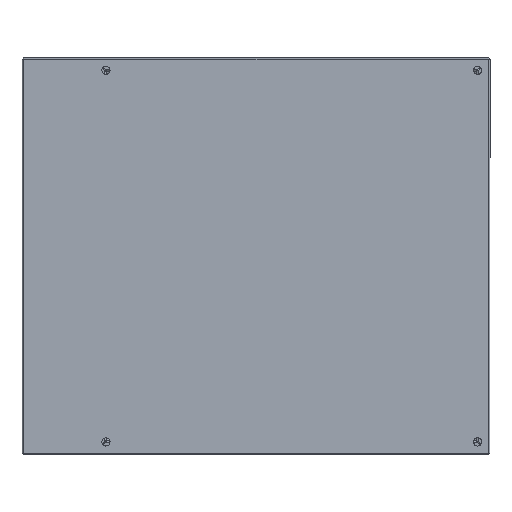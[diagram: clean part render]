
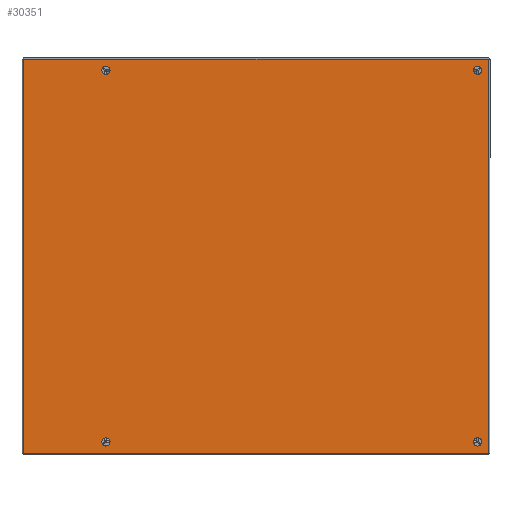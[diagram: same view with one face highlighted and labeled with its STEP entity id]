
A CAD part, left-side view. The second image highlights one B-rep face of the part: STEP entity #30351.
In plain terms, the highlighted face is planar.
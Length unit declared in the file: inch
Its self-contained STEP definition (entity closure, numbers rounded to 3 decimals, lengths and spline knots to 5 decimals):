
#331 = DIRECTION ( 'NONE',  ( -1., 0., 0. ) ) ;
#1346 = VERTEX_POINT ( 'NONE', #25676 ) ;
#2399 = ORIENTED_EDGE ( 'NONE', *, *, #11139, .T. ) ;
#3087 = AXIS2_PLACEMENT_3D ( 'NONE', #5235, #32268, #43519 ) ;
#3269 = CARTESIAN_POINT ( 'NONE',  ( 11.5, 0., 11.221 ) ) ;
#3556 = PLANE ( 'NONE',  #42634 ) ;
#4518 = FACE_BOUND ( 'NONE', #41812, .T. ) ;
#4553 = EDGE_CURVE ( 'NONE', #8313, #49879, #12738, .T. ) ;
#5235 = CARTESIAN_POINT ( 'NONE',  ( 11.25, 0., -11.279 ) ) ;
#6162 = EDGE_CURVE ( 'NONE', #18784, #8396, #16589, .T. ) ;
#6702 = VECTOR ( 'NONE', #20711, 39.37008 ) ;
#7239 = CARTESIAN_POINT ( 'NONE',  ( -11.25, 0., 11.221 ) ) ;
#7632 = CIRCLE ( 'NONE', #16898, 0.25 ) ;
#8126 = ORIENTED_EDGE ( 'NONE', *, *, #20951, .T. ) ;
#8313 = VERTEX_POINT ( 'NONE', #3269 ) ;
#8396 = VERTEX_POINT ( 'NONE', #49314 ) ;
#9626 = ORIENTED_EDGE ( 'NONE', *, *, #16946, .T. ) ;
#10934 = EDGE_CURVE ( 'NONE', #36602, #8396, #33931, .T. ) ;
#11139 = EDGE_CURVE ( 'NONE', #49879, #8313, #42369, .T. ) ;
#11229 = EDGE_LOOP ( 'NONE', ( #47680, #16402 ) ) ;
#12723 = VECTOR ( 'NONE', #14056, 39.37008 ) ;
#12738 = CIRCLE ( 'NONE', #42269, 0.25 ) ;
#13910 = CARTESIAN_POINT ( 'NONE',  ( 11.928, 0., -11.957 ) ) ;
#13935 = AXIS2_PLACEMENT_3D ( 'NONE', #24217, #47016, #24063 ) ;
#14056 = DIRECTION ( 'NONE',  ( -1., 0., 0. ) ) ;
#14390 = AXIS2_PLACEMENT_3D ( 'NONE', #17044, #44543, #36626 ) ;
#14543 = ORIENTED_EDGE ( 'NONE', *, *, #10934, .F. ) ;
#14839 = CIRCLE ( 'NONE', #37468, 0.25 ) ;
#15016 = AXIS2_PLACEMENT_3D ( 'NONE', #22860, #42019, #38512 ) ;
#15127 = ORIENTED_EDGE ( 'NONE', *, *, #6162, .T. ) ;
#15872 = DIRECTION ( 'NONE',  ( 0., -1., 0. ) ) ;
#15993 = DIRECTION ( 'NONE',  ( -1., 0., 0. ) ) ;
#16402 = ORIENTED_EDGE ( 'NONE', *, *, #25876, .T. ) ;
#16477 = CIRCLE ( 'NONE', #14390, 0.25 ) ;
#16589 = LINE ( 'NONE', #45603, #20830 ) ;
#16898 = AXIS2_PLACEMENT_3D ( 'NONE', #7239, #49664, #45278 ) ;
#16946 = EDGE_CURVE ( 'NONE', #1346, #36486, #33298, .T. ) ;
#17044 = CARTESIAN_POINT ( 'NONE',  ( -11.25, 0., -11.279 ) ) ;
#17759 = EDGE_LOOP ( 'NONE', ( #20175, #9626 ) ) ;
#18255 = ORIENTED_EDGE ( 'NONE', *, *, #40551, .F. ) ;
#18372 = VERTEX_POINT ( 'NONE', #43202 ) ;
#18613 = CARTESIAN_POINT ( 'NONE',  ( -11., 0., 11.221 ) ) ;
#18630 = CARTESIAN_POINT ( 'NONE',  ( -11.5, 0., -11.279 ) ) ;
#18784 = VERTEX_POINT ( 'NONE', #35346 ) ;
#18840 = CIRCLE ( 'NONE', #3087, 0.25 ) ;
#19136 = DIRECTION ( 'NONE',  ( 0., 0., 1. ) ) ;
#19602 = DIRECTION ( 'NONE',  ( 0., 0., 1. ) ) ;
#19744 = CIRCLE ( 'NONE', #42610, 0.25 ) ;
#20175 = ORIENTED_EDGE ( 'NONE', *, *, #36084, .T. ) ;
#20377 = CARTESIAN_POINT ( 'NONE',  ( 11.928, 0., -11.921 ) ) ;
#20428 = CARTESIAN_POINT ( 'NONE',  ( 11.25, 0., 11.221 ) ) ;
#20711 = DIRECTION ( 'NONE',  ( 1., 0., 0. ) ) ;
#20830 = VECTOR ( 'NONE', #19136, 39.37008 ) ;
#20869 = ORIENTED_EDGE ( 'NONE', *, *, #4553, .T. ) ;
#20951 = EDGE_CURVE ( 'NONE', #28391, #31341, #19744, .T. ) ;
#21676 = CARTESIAN_POINT ( 'NONE',  ( 11.928, 0., 16.19059 ) ) ;
#21686 = LINE ( 'NONE', #13910, #40486 ) ;
#22860 = CARTESIAN_POINT ( 'NONE',  ( 11.25, 0., 11.221 ) ) ;
#24063 = DIRECTION ( 'NONE',  ( 0., 0., -1. ) ) ;
#24217 = CARTESIAN_POINT ( 'NONE',  ( 11.25, 0., -11.279 ) ) ;
#24596 = EDGE_CURVE ( 'NONE', #36602, #49854, #21686, .T. ) ;
#24766 = VERTEX_POINT ( 'NONE', #18630 ) ;
#24785 = EDGE_CURVE ( 'NONE', #31341, #28391, #7632, .T. ) ;
#25586 = EDGE_LOOP ( 'NONE', ( #18255, #15127, #14543, #41274 ) ) ;
#25676 = CARTESIAN_POINT ( 'NONE',  ( 11.25, 0., -11.029 ) ) ;
#25839 = CARTESIAN_POINT ( 'NONE',  ( -11.25, 0., 11.221 ) ) ;
#25876 = EDGE_CURVE ( 'NONE', #18372, #24766, #16477, .T. ) ;
#26011 = DIRECTION ( 'NONE',  ( 0., -1., 0. ) ) ;
#28391 = VERTEX_POINT ( 'NONE', #32648 ) ;
#29248 = FACE_OUTER_BOUND ( 'NONE', #25586, .T. ) ;
#30321 = LINE ( 'NONE', #20377, #6702 ) ;
#30351 = ADVANCED_FACE ( 'NONE', ( #4518, #43290, #29248, #36658, #44494 ), #3556, .F. ) ;
#31341 = VERTEX_POINT ( 'NONE', #18613 ) ;
#31382 = CARTESIAN_POINT ( 'NONE',  ( 11.25, 0., -11.529 ) ) ;
#32268 = DIRECTION ( 'NONE',  ( 0., -1., 0. ) ) ;
#32648 = CARTESIAN_POINT ( 'NONE',  ( -11.5, 0., 11.221 ) ) ;
#33154 = DIRECTION ( 'NONE',  ( -1., 0., 0. ) ) ;
#33298 = CIRCLE ( 'NONE', #13935, 0.25 ) ;
#33931 = LINE ( 'NONE', #21676, #12723 ) ;
#34748 = EDGE_LOOP ( 'NONE', ( #2399, #20869 ) ) ;
#35018 = EDGE_CURVE ( 'NONE', #24766, #18372, #14839, .T. ) ;
#35054 = DIRECTION ( 'NONE',  ( 0., -1., 0. ) ) ;
#35346 = CARTESIAN_POINT ( 'NONE',  ( -11.928, 0., -11.921 ) ) ;
#36084 = EDGE_CURVE ( 'NONE', #36486, #1346, #18840, .T. ) ;
#36486 = VERTEX_POINT ( 'NONE', #31382 ) ;
#36574 = CARTESIAN_POINT ( 'NONE',  ( 11., 0., 11.221 ) ) ;
#36602 = VERTEX_POINT ( 'NONE', #44482 ) ;
#36626 = DIRECTION ( 'NONE',  ( -1., 0., 0. ) ) ;
#36658 = FACE_BOUND ( 'NONE', #17759, .T. ) ;
#37468 = AXIS2_PLACEMENT_3D ( 'NONE', #39254, #47388, #15993 ) ;
#38512 = DIRECTION ( 'NONE',  ( -1., 0., 0. ) ) ;
#39254 = CARTESIAN_POINT ( 'NONE',  ( -11.25, 0., -11.279 ) ) ;
#39480 = ORIENTED_EDGE ( 'NONE', *, *, #24785, .T. ) ;
#40102 = CARTESIAN_POINT ( 'NONE',  ( 11.928, 0., -11.921 ) ) ;
#40486 = VECTOR ( 'NONE', #44611, 39.37008 ) ;
#40551 = EDGE_CURVE ( 'NONE', #18784, #49854, #30321, .T. ) ;
#41274 = ORIENTED_EDGE ( 'NONE', *, *, #24596, .T. ) ;
#41812 = EDGE_LOOP ( 'NONE', ( #8126, #39480 ) ) ;
#42019 = DIRECTION ( 'NONE',  ( 0., -1., 0. ) ) ;
#42269 = AXIS2_PLACEMENT_3D ( 'NONE', #20428, #15872, #331 ) ;
#42369 = CIRCLE ( 'NONE', #15016, 0.25 ) ;
#42610 = AXIS2_PLACEMENT_3D ( 'NONE', #25839, #26011, #33154 ) ;
#42634 = AXIS2_PLACEMENT_3D ( 'NONE', #49985, #35054, #19602 ) ;
#43202 = CARTESIAN_POINT ( 'NONE',  ( -11., 0., -11.279 ) ) ;
#43290 = FACE_BOUND ( 'NONE', #11229, .T. ) ;
#43519 = DIRECTION ( 'NONE',  ( 0., 0., -1. ) ) ;
#44482 = CARTESIAN_POINT ( 'NONE',  ( 11.928, 0., 16.19059 ) ) ;
#44494 = FACE_BOUND ( 'NONE', #34748, .T. ) ;
#44543 = DIRECTION ( 'NONE',  ( 0., -1., 0. ) ) ;
#44611 = DIRECTION ( 'NONE',  ( 0., 0., -1. ) ) ;
#45278 = DIRECTION ( 'NONE',  ( -1., 0., 0. ) ) ;
#45603 = CARTESIAN_POINT ( 'NONE',  ( -11.928, 0., 16.242 ) ) ;
#47016 = DIRECTION ( 'NONE',  ( 0., -1., 0. ) ) ;
#47388 = DIRECTION ( 'NONE',  ( 0., -1., 0. ) ) ;
#47680 = ORIENTED_EDGE ( 'NONE', *, *, #35018, .T. ) ;
#49314 = CARTESIAN_POINT ( 'NONE',  ( -11.928, 0., 16.19059 ) ) ;
#49664 = DIRECTION ( 'NONE',  ( 0., -1., 0. ) ) ;
#49854 = VERTEX_POINT ( 'NONE', #40102 ) ;
#49879 = VERTEX_POINT ( 'NONE', #36574 ) ;
#49985 = CARTESIAN_POINT ( 'NONE',  ( 11.928, 0., -11.957 ) ) ;
